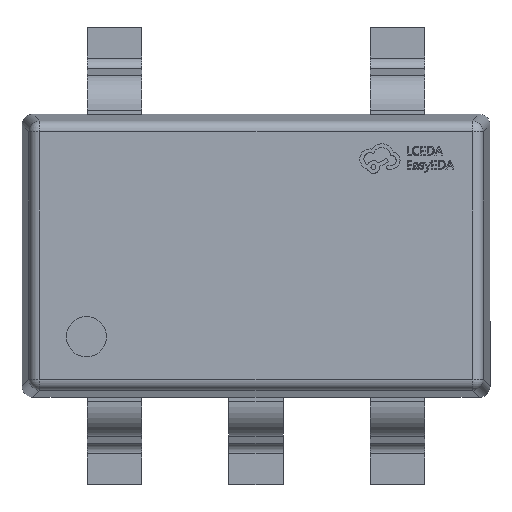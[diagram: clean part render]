
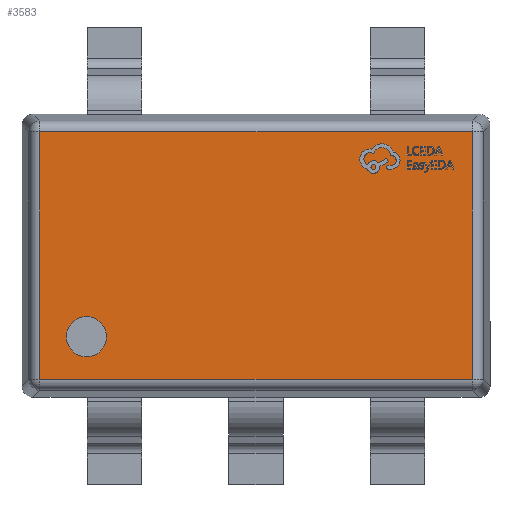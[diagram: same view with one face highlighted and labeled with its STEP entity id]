
A CAD part, top view. The second image highlights one B-rep face of the part: STEP entity #3583.
In plain terms, the highlighted planar face has unit normal (0, 0, 1).
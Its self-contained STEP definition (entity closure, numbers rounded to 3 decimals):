
#82 = LINE ( 'NONE', #15135, #3552 ) ;
#158 = DIRECTION ( 'NONE',  ( 1., 0., 0. ) ) ;
#554 = CARTESIAN_POINT ( 'NONE',  ( -1.04, 0.568, 0.5 ) ) ;
#637 = CARTESIAN_POINT ( 'NONE',  ( -0.993, -0.615, 0.5 ) ) ;
#692 = AXIS2_PLACEMENT_3D ( 'NONE', #18996, #2506, #17266 ) ;
#1309 = EDGE_LOOP ( 'NONE', ( #6496, #10817 ) ) ;
#1531 = DIRECTION ( 'NONE',  ( 0., 1., 0. ) ) ;
#1891 = VERTEX_POINT ( 'NONE', #15513 ) ;
#2039 = CIRCLE ( 'NONE', #14518, 0.092 ) ;
#2206 = ORIENTED_EDGE ( 'NONE', *, *, #2646, .T. ) ;
#2506 = DIRECTION ( 'NONE',  ( 0., 0., 1. ) ) ;
#2588 = CARTESIAN_POINT ( 'NONE',  ( 1.04, -0.568, 0.5 ) ) ;
#2646 = EDGE_CURVE ( 'NONE', #13753, #10485, #15119, .T. ) ;
#3552 = VECTOR ( 'NONE', #1531, 1000. ) ;
#3583 = ADVANCED_FACE ( 'NONE', ( #19098, #10593 ), #11876, .T. ) ;
#3802 = EDGE_CURVE ( 'NONE', #10485, #15994, #12943, .T. ) ;
#4667 = CARTESIAN_POINT ( 'NONE',  ( 0., 0., 0.5 ) ) ;
#5083 = CIRCLE ( 'NONE', #692, 0.092 ) ;
#5846 = CARTESIAN_POINT ( 'NONE',  ( -0.871, -0.373, 0.5 ) ) ;
#5953 = ORIENTED_EDGE ( 'NONE', *, *, #3802, .T. ) ;
#6098 = VECTOR ( 'NONE', #8070, 1000. ) ;
#6141 = CARTESIAN_POINT ( 'NONE',  ( 0.993, -0.568, 0.5 ) ) ;
#6496 = ORIENTED_EDGE ( 'NONE', *, *, #13592, .F. ) ;
#8046 = AXIS2_PLACEMENT_3D ( 'NONE', #4667, #8946, #10235 ) ;
#8070 = DIRECTION ( 'NONE',  ( 0., -1., 0. ) ) ;
#8904 = VECTOR ( 'NONE', #12484, 1000. ) ;
#8946 = DIRECTION ( 'NONE',  ( 0., 0., 1. ) ) ;
#9908 = VECTOR ( 'NONE', #11491, 1000. ) ;
#10235 = DIRECTION ( 'NONE',  ( 1., 0., 0. ) ) ;
#10485 = VERTEX_POINT ( 'NONE', #10848 ) ;
#10593 = FACE_BOUND ( 'NONE', #1309, .T. ) ;
#10817 = ORIENTED_EDGE ( 'NONE', *, *, #17648, .F. ) ;
#10848 = CARTESIAN_POINT ( 'NONE',  ( -0.993, -0.568, 0.5 ) ) ;
#11491 = DIRECTION ( 'NONE',  ( 1., 0., 0. ) ) ;
#11876 = PLANE ( 'NONE',  #8046 ) ;
#11933 = EDGE_CURVE ( 'NONE', #1891, #13753, #12096, .T. ) ;
#12096 = LINE ( 'NONE', #554, #8904 ) ;
#12203 = VERTEX_POINT ( 'NONE', #15315 ) ;
#12484 = DIRECTION ( 'NONE',  ( -1., 0., 0. ) ) ;
#12943 = LINE ( 'NONE', #2588, #9908 ) ;
#13440 = CARTESIAN_POINT ( 'NONE',  ( -0.779, -0.373, 0.5 ) ) ;
#13535 = DIRECTION ( 'NONE',  ( 0., 0., 1. ) ) ;
#13592 = EDGE_CURVE ( 'NONE', #12203, #18820, #5083, .T. ) ;
#13753 = VERTEX_POINT ( 'NONE', #18663 ) ;
#13961 = EDGE_CURVE ( 'NONE', #15994, #1891, #82, .T. ) ;
#14518 = AXIS2_PLACEMENT_3D ( 'NONE', #13440, #13535, #158 ) ;
#15119 = LINE ( 'NONE', #637, #6098 ) ;
#15135 = CARTESIAN_POINT ( 'NONE',  ( 0.993, 0.615, 0.5 ) ) ;
#15315 = CARTESIAN_POINT ( 'NONE',  ( -0.687, -0.373, 0.5 ) ) ;
#15513 = CARTESIAN_POINT ( 'NONE',  ( 0.993, 0.568, 0.5 ) ) ;
#15915 = EDGE_LOOP ( 'NONE', ( #5953, #16109, #16965, #2206 ) ) ;
#15994 = VERTEX_POINT ( 'NONE', #6141 ) ;
#16109 = ORIENTED_EDGE ( 'NONE', *, *, #13961, .T. ) ;
#16965 = ORIENTED_EDGE ( 'NONE', *, *, #11933, .T. ) ;
#17266 = DIRECTION ( 'NONE',  ( 1., 0., 0. ) ) ;
#17648 = EDGE_CURVE ( 'NONE', #18820, #12203, #2039, .T. ) ;
#18663 = CARTESIAN_POINT ( 'NONE',  ( -0.993, 0.568, 0.5 ) ) ;
#18820 = VERTEX_POINT ( 'NONE', #5846 ) ;
#18996 = CARTESIAN_POINT ( 'NONE',  ( -0.779, -0.373, 0.5 ) ) ;
#19098 = FACE_OUTER_BOUND ( 'NONE', #15915, .T. ) ;
